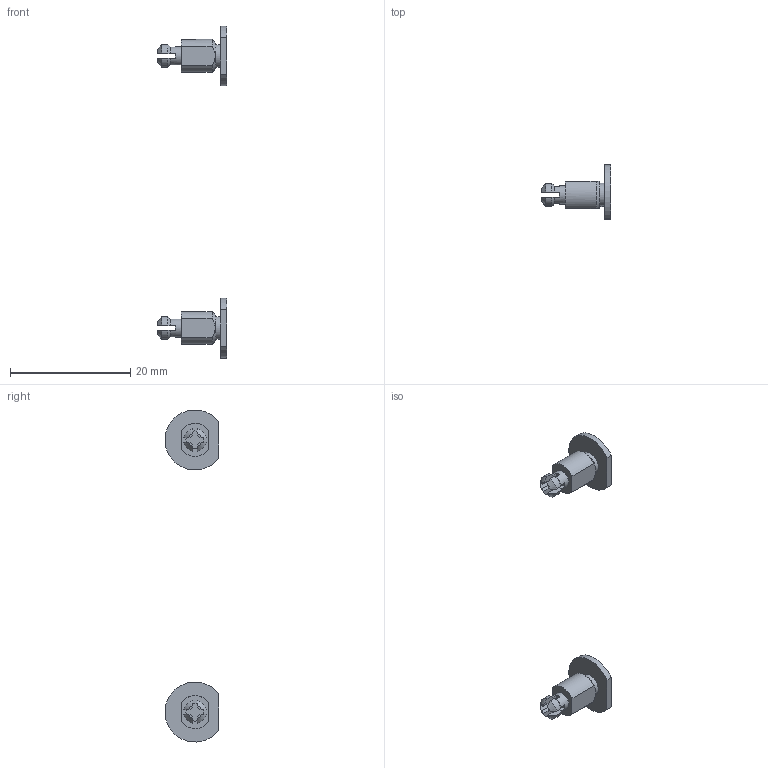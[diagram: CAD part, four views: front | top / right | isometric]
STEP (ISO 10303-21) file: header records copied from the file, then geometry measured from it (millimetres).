
FILE_DESCRIPTION(/* description */ ('STEP AP242','CAx-IF Rec.Pracs.---Representation and Presentation of Product Manufacturing Information (PMI)---4.0---2014-10-13','CAx-IF Rec.Pracs.---3D Tessellated Geometry---0.4---2014-09-14','2;1'),/* implementation_level */ '2;1');
FILE_NAME(/* name */ '669bd5cf66fe196d2b584023',/* time_stamp */ '2024-07-20T15:20:48Z',/* author */ (''),/* organization */ (''),/* preprocessor_version */ 'ST-DEVELOPER v20',/* originating_system */ ' ',/* authorisation */ ' ');
FILE_SCHEMA (('AP242_MANAGED_MODEL_BASED_3D_ENGINEERING_MIM_LF { 1 0 10303 442 1 1 4 }'));
Length unit declared in the file: metre
Products named in the file (3): PCB Standoffs; Standoff 1; Standoff 2
Assembly tree (2 placements, depth 2):
  PCB Standoffs
    Standoff 1
    Standoff 2
Bounding box: 11.5 x 8.97 x 55.28 mm (x, y, z)
Volume: 446.1 mm3; surface area: 719.2 mm2
Topology: 2 solids, 2 shells, 84 faces, 222 edges, 148 vertices
Faces by surface type: plane 48, cylinder 18, cone 18
Full cylindrical faces by diameter (mm): 3 x2, 3.8 x2
Entity records: 2647 total; most frequent: CARTESIAN_POINT 555, ORIENTED_EDGE 424, DIRECTION 410, EDGE_CURVE 212, AXIS2_PLACEMENT_3D 147, VERTEX_POINT 144, LINE 116, VECTOR 116
